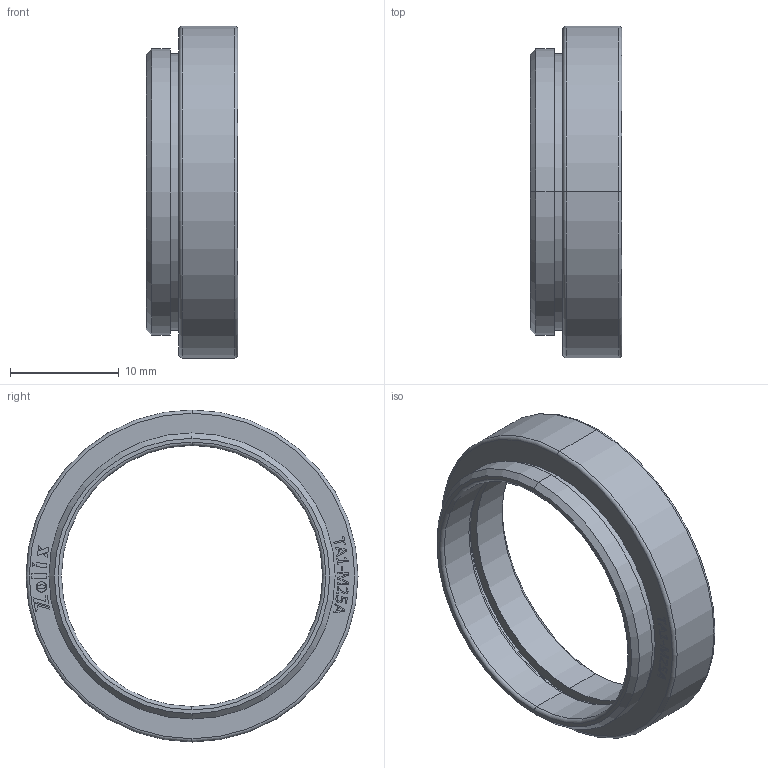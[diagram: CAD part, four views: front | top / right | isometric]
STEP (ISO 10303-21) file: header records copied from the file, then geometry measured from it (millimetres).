
FILE_DESCRIPTION (( 'STEP AP203' ), '1' );
FILE_NAME ('TA1-M25A.STEP', '2025-10-17T02:22:31', ( '' ), ( '' ), 'SwSTEP 2.0', 'SolidWorks 2020', '' );
FILE_SCHEMA (( 'CONFIG_CONTROL_DESIGN' ));
Length unit declared in the file: millimetre
Products named in the file (1): TA1-M25A
Bounding box: 8.4 x 30.5 x 30.5 mm (x, y, z)
Volume: 1626.7 mm3; surface area: 2085 mm2
Topology: 1 solids, 1 shells, 315 faces, 855 edges, 566 vertices
Faces by surface type: plane 218, bspline 73, cylinder 12, torus 8, cone 4
Entity records: 11524 total; most frequent: CARTESIAN_POINT 4714, ORIENTED_EDGE 1710, DIRECTION 859, EDGE_CURVE 855, VERTEX_POINT 566, B_SPLINE_CURVE_WITH_KNOTS 526, EDGE_LOOP 341, FACE_OUTER_BOUND 315
